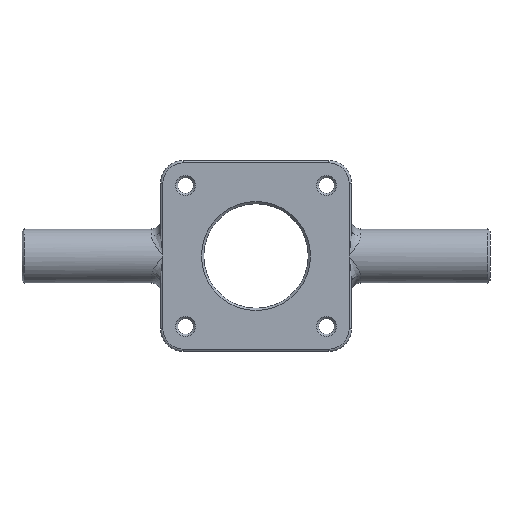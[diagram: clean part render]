
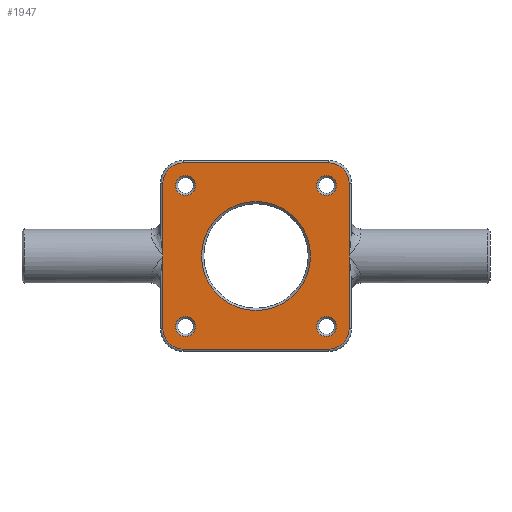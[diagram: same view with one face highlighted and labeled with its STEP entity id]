
A CAD part, front view. The second image highlights one B-rep face of the part: STEP entity #1947.
In plain terms, the highlighted planar face has unit normal (0, -1, 0).
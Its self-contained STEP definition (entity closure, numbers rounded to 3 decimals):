
#24 = CARTESIAN_POINT ( 'NONE',  ( -15.5, -6., 17.7 ) ) ;
#26 = FACE_BOUND ( 'NONE', #836, .T. ) ;
#57 = ORIENTED_EDGE ( 'NONE', *, *, #2226, .T. ) ;
#65 = ORIENTED_EDGE ( 'NONE', *, *, #604, .T. ) ;
#83 = VECTOR ( 'NONE', #261, 1000. ) ;
#89 = DIRECTION ( 'NONE',  ( 0., 0., 1. ) ) ;
#95 = DIRECTION ( 'NONE',  ( 0., 1., 0. ) ) ;
#105 = LINE ( 'NONE', #806, #2043 ) ;
#113 = ORIENTED_EDGE ( 'NONE', *, *, #1613, .T. ) ;
#129 = CARTESIAN_POINT ( 'NONE',  ( 0., -6., 0. ) ) ;
#150 = FACE_OUTER_BOUND ( 'NONE', #1836, .T. ) ;
#151 = AXIS2_PLACEMENT_3D ( 'NONE', #1154, #2180, #1116 ) ;
#163 = FACE_BOUND ( 'NONE', #1024, .T. ) ;
#172 = EDGE_LOOP ( 'NONE', ( #57 ) ) ;
#188 = ORIENTED_EDGE ( 'NONE', *, *, #893, .T. ) ;
#189 = CIRCLE ( 'NONE', #2116, 4.5 ) ;
#200 = VERTEX_POINT ( 'NONE', #230 ) ;
#230 = CARTESIAN_POINT ( 'NONE',  ( -20.5, -6., 0. ) ) ;
#261 = DIRECTION ( 'NONE',  ( 0., 0., 1. ) ) ;
#319 = ORIENTED_EDGE ( 'NONE', *, *, #871, .T. ) ;
#325 = VERTEX_POINT ( 'NONE', #2029 ) ;
#341 = CARTESIAN_POINT ( 'NONE',  ( 16., -6., -20.5 ) ) ;
#349 = CIRCLE ( 'NONE', #993, 12. ) ;
#488 = EDGE_CURVE ( 'NONE', #2081, #1555, #1759, .T. ) ;
#492 = ORIENTED_EDGE ( 'NONE', *, *, #699, .T. ) ;
#510 = CARTESIAN_POINT ( 'NONE',  ( 20.5, -6., 0. ) ) ;
#528 = CARTESIAN_POINT ( 'NONE',  ( -20.5, -6., -16. ) ) ;
#542 = VECTOR ( 'NONE', #2151, 1000. ) ;
#543 = EDGE_CURVE ( 'NONE', #200, #1198, #2331, .T. ) ;
#562 = EDGE_LOOP ( 'NONE', ( #65 ) ) ;
#604 = EDGE_CURVE ( 'NONE', #1847, #1847, #2227, .T. ) ;
#626 = CARTESIAN_POINT ( 'NONE',  ( -16., -6., 20.5 ) ) ;
#638 = CARTESIAN_POINT ( 'NONE',  ( -16., -6., -16. ) ) ;
#653 = CIRCLE ( 'NONE', #1781, 2.2 ) ;
#655 = CARTESIAN_POINT ( 'NONE',  ( 20.5, -6., 16. ) ) ;
#658 = DIRECTION ( 'NONE',  ( 0., 1., 0. ) ) ;
#699 = EDGE_CURVE ( 'NONE', #1198, #1076, #1569, .T. ) ;
#725 = DIRECTION ( 'NONE',  ( 0., 1., 0. ) ) ;
#747 = CARTESIAN_POINT ( 'NONE',  ( -20.5, -6., -16. ) ) ;
#751 = FACE_BOUND ( 'NONE', #172, .T. ) ;
#753 = VERTEX_POINT ( 'NONE', #1651 ) ;
#759 = VERTEX_POINT ( 'NONE', #1487 ) ;
#765 = CARTESIAN_POINT ( 'NONE',  ( 15.5, -6., 15.5 ) ) ;
#788 = CARTESIAN_POINT ( 'NONE',  ( -15.5, -6., 15.5 ) ) ;
#797 = DIRECTION ( 'NONE',  ( 0., -1., 0. ) ) ;
#804 = CIRCLE ( 'NONE', #1971, 2.2 ) ;
#806 = CARTESIAN_POINT ( 'NONE',  ( -20.5, -6., 0. ) ) ;
#816 = VERTEX_POINT ( 'NONE', #2011 ) ;
#836 = EDGE_LOOP ( 'NONE', ( #1484 ) ) ;
#857 = DIRECTION ( 'NONE',  ( 0., 0., 1. ) ) ;
#871 = EDGE_CURVE ( 'NONE', #1555, #2175, #189, .T. ) ;
#881 = PLANE ( 'NONE',  #1109 ) ;
#893 = EDGE_CURVE ( 'NONE', #1434, #325, #1918, .T. ) ;
#896 = CARTESIAN_POINT ( 'NONE',  ( -16., -6., 20.5 ) ) ;
#908 = CARTESIAN_POINT ( 'NONE',  ( 16., -6., 16. ) ) ;
#917 = AXIS2_PLACEMENT_3D ( 'NONE', #1164, #95, #2262 ) ;
#929 = VERTEX_POINT ( 'NONE', #1130 ) ;
#980 = ORIENTED_EDGE ( 'NONE', *, *, #543, .T. ) ;
#988 = DIRECTION ( 'NONE',  ( 0., 0., 1. ) ) ;
#993 = AXIS2_PLACEMENT_3D ( 'NONE', #129, #658, #857 ) ;
#1024 = EDGE_LOOP ( 'NONE', ( #1459 ) ) ;
#1028 = DIRECTION ( 'NONE',  ( 0., 0., -1. ) ) ;
#1029 = VECTOR ( 'NONE', #1237, 1000. ) ;
#1041 = EDGE_CURVE ( 'NONE', #1076, #753, #2301, .T. ) ;
#1047 = CARTESIAN_POINT ( 'NONE',  ( -16., -6., -20.5 ) ) ;
#1076 = VERTEX_POINT ( 'NONE', #1047 ) ;
#1109 = AXIS2_PLACEMENT_3D ( 'NONE', #2337, #725, #1480 ) ;
#1116 = DIRECTION ( 'NONE',  ( 0., 0., 1. ) ) ;
#1121 = CARTESIAN_POINT ( 'NONE',  ( 16., -6., 20.5 ) ) ;
#1130 = CARTESIAN_POINT ( 'NONE',  ( 15.5, -6., -13.3 ) ) ;
#1154 = CARTESIAN_POINT ( 'NONE',  ( 16., -6., -16. ) ) ;
#1162 = ORIENTED_EDGE ( 'NONE', *, *, #1041, .T. ) ;
#1164 = CARTESIAN_POINT ( 'NONE',  ( -15.5, -6., -15.5 ) ) ;
#1181 = EDGE_CURVE ( 'NONE', #753, #1997, #1858, .T. ) ;
#1198 = VERTEX_POINT ( 'NONE', #747 ) ;
#1237 = DIRECTION ( 'NONE',  ( 1., 0., 0. ) ) ;
#1244 = CARTESIAN_POINT ( 'NONE',  ( 20.5, -6., 0. ) ) ;
#1328 = EDGE_CURVE ( 'NONE', #2175, #200, #105, .T. ) ;
#1360 = EDGE_CURVE ( 'NONE', #816, #816, #1489, .T. ) ;
#1361 = EDGE_LOOP ( 'NONE', ( #1733 ) ) ;
#1401 = DIRECTION ( 'NONE',  ( 0., 1., 0. ) ) ;
#1423 = DIRECTION ( 'NONE',  ( -1., 0., 0. ) ) ;
#1425 = CARTESIAN_POINT ( 'NONE',  ( 15.5, -6., -15.5 ) ) ;
#1434 = VERTEX_POINT ( 'NONE', #510 ) ;
#1459 = ORIENTED_EDGE ( 'NONE', *, *, #1360, .T. ) ;
#1461 = EDGE_CURVE ( 'NONE', #929, #929, #653, .T. ) ;
#1480 = DIRECTION ( 'NONE',  ( 0., 0., 1. ) ) ;
#1484 = ORIENTED_EDGE ( 'NONE', *, *, #1599, .T. ) ;
#1487 = CARTESIAN_POINT ( 'NONE',  ( 0., -6., 12. ) ) ;
#1489 = CIRCLE ( 'NONE', #917, 2.2 ) ;
#1506 = EDGE_CURVE ( 'NONE', #1997, #1434, #2133, .T. ) ;
#1525 = VECTOR ( 'NONE', #1927, 1000. ) ;
#1527 = ORIENTED_EDGE ( 'NONE', *, *, #488, .T. ) ;
#1529 = CIRCLE ( 'NONE', #2305, 4.5 ) ;
#1555 = VERTEX_POINT ( 'NONE', #626 ) ;
#1569 = CIRCLE ( 'NONE', #1750, 4.5 ) ;
#1599 = EDGE_CURVE ( 'NONE', #2206, #2206, #804, .T. ) ;
#1613 = EDGE_CURVE ( 'NONE', #325, #2081, #1529, .T. ) ;
#1631 = AXIS2_PLACEMENT_3D ( 'NONE', #765, #2188, #1814 ) ;
#1651 = CARTESIAN_POINT ( 'NONE',  ( 16., -6., -20.5 ) ) ;
#1652 = FACE_BOUND ( 'NONE', #562, .T. ) ;
#1678 = VECTOR ( 'NONE', #1423, 1000. ) ;
#1707 = DIRECTION ( 'NONE',  ( 0., 1., 0. ) ) ;
#1733 = ORIENTED_EDGE ( 'NONE', *, *, #1461, .T. ) ;
#1750 = AXIS2_PLACEMENT_3D ( 'NONE', #638, #2082, #988 ) ;
#1759 = LINE ( 'NONE', #896, #1678 ) ;
#1761 = DIRECTION ( 'NONE',  ( 0., 0., 1. ) ) ;
#1781 = AXIS2_PLACEMENT_3D ( 'NONE', #1425, #1401, #1761 ) ;
#1814 = DIRECTION ( 'NONE',  ( 0., 0., 1. ) ) ;
#1836 = EDGE_LOOP ( 'NONE', ( #319, #2130, #980, #492, #1162, #2224, #2060, #188, #113, #1527 ) ) ;
#1847 = VERTEX_POINT ( 'NONE', #2182 ) ;
#1858 = CIRCLE ( 'NONE', #151, 4.5 ) ;
#1918 = LINE ( 'NONE', #655, #1525 ) ;
#1927 = DIRECTION ( 'NONE',  ( 0., 0., 1. ) ) ;
#1947 = ADVANCED_FACE ( 'NONE', ( #1989, #163, #1652, #26, #751, #150 ), #881, .F. ) ;
#1955 = CARTESIAN_POINT ( 'NONE',  ( 20.5, -6., -16. ) ) ;
#1971 = AXIS2_PLACEMENT_3D ( 'NONE', #788, #1707, #89 ) ;
#1989 = FACE_BOUND ( 'NONE', #1361, .T. ) ;
#1997 = VERTEX_POINT ( 'NONE', #1955 ) ;
#2011 = CARTESIAN_POINT ( 'NONE',  ( -15.5, -6., -13.3 ) ) ;
#2023 = CARTESIAN_POINT ( 'NONE',  ( -20.5, -6., 16. ) ) ;
#2029 = CARTESIAN_POINT ( 'NONE',  ( 20.5, -6., 16. ) ) ;
#2043 = VECTOR ( 'NONE', #1028, 1000. ) ;
#2060 = ORIENTED_EDGE ( 'NONE', *, *, #1506, .T. ) ;
#2065 = CARTESIAN_POINT ( 'NONE',  ( -16., -6., 16. ) ) ;
#2081 = VERTEX_POINT ( 'NONE', #1121 ) ;
#2082 = DIRECTION ( 'NONE',  ( 0., -1., 0. ) ) ;
#2112 = DIRECTION ( 'NONE',  ( 0., 0., 1. ) ) ;
#2116 = AXIS2_PLACEMENT_3D ( 'NONE', #2065, #2253, #2112 ) ;
#2130 = ORIENTED_EDGE ( 'NONE', *, *, #1328, .T. ) ;
#2133 = LINE ( 'NONE', #1244, #83 ) ;
#2151 = DIRECTION ( 'NONE',  ( 0., 0., -1. ) ) ;
#2167 = DIRECTION ( 'NONE',  ( 0., 0., 1. ) ) ;
#2175 = VERTEX_POINT ( 'NONE', #2023 ) ;
#2180 = DIRECTION ( 'NONE',  ( 0., -1., 0. ) ) ;
#2182 = CARTESIAN_POINT ( 'NONE',  ( 15.5, -6., 17.7 ) ) ;
#2188 = DIRECTION ( 'NONE',  ( 0., 1., 0. ) ) ;
#2206 = VERTEX_POINT ( 'NONE', #24 ) ;
#2224 = ORIENTED_EDGE ( 'NONE', *, *, #1181, .T. ) ;
#2226 = EDGE_CURVE ( 'NONE', #759, #759, #349, .T. ) ;
#2227 = CIRCLE ( 'NONE', #1631, 2.2 ) ;
#2253 = DIRECTION ( 'NONE',  ( 0., -1., 0. ) ) ;
#2262 = DIRECTION ( 'NONE',  ( 0., 0., 1. ) ) ;
#2301 = LINE ( 'NONE', #341, #1029 ) ;
#2305 = AXIS2_PLACEMENT_3D ( 'NONE', #908, #797, #2167 ) ;
#2331 = LINE ( 'NONE', #528, #542 ) ;
#2337 = CARTESIAN_POINT ( 'NONE',  ( 0., -6., 0. ) ) ;
